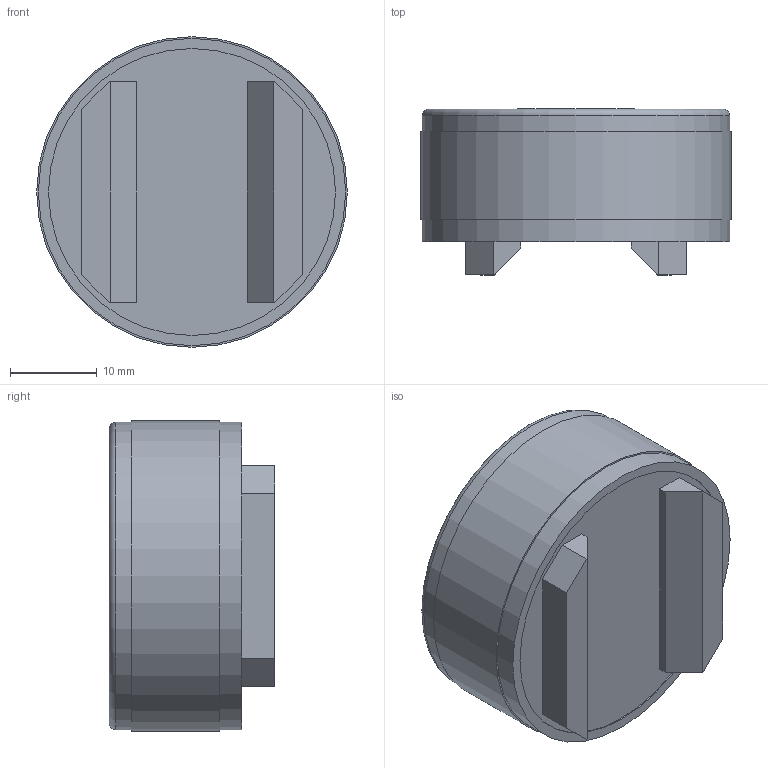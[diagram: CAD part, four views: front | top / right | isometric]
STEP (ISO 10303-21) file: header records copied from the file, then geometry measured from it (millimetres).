
FILE_DESCRIPTION(/* description */ (''),/* implementation_level */ '2;1');
FILE_NAME(/* name */ 'MH142-1A.stp',/* time_stamp */ '2017-05-05T17:21:26-04:00',/* author */ ('aneininger'),/* organization */ ('CONNECTION TECHNOLOGY CENTER'),/* preprocessor_version */ 'ST-DEVELOPER v16.5',/* originating_system */ 'Autodesk Inventor 2017',/* authorisation */ '');
FILE_SCHEMA (('AUTOMOTIVE_DESIGN { 1 0 10303 214 3 1 1 }'));
Length unit declared in the file: inch
Products named in the file (1): Part17
Bounding box: 35.74 x 19.05 x 35.74 mm (x, y, z)
Volume: 15594.6 mm3; surface area: 4819.5 mm2
Topology: 1 solids, 9 shells, 64 faces, 134 edges, 92 vertices
Faces by surface type: plane 44, cylinder 16, cone 3, torus 1
Full cylindrical faces by diameter (mm): 6.655 x1, 33.02 x7, 33.528 x5, 35.357 x2, 35.738 x1
Entity records: 1632 total; most frequent: DIRECTION 266, CARTESIAN_POINT 245, ORIENTED_EDGE 202, EDGE_CURVE 101, EDGE_LOOP 100, AXIS2_PLACEMENT_3D 100, VERTEX_POINT 79, LINE 66
